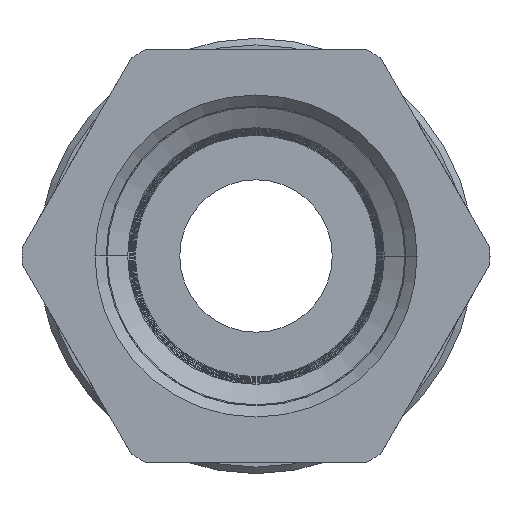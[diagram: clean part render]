
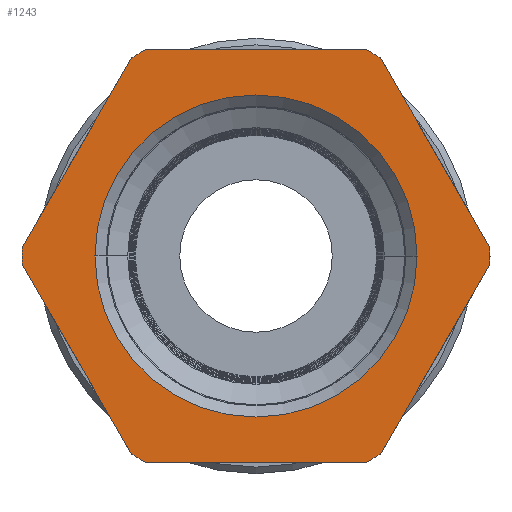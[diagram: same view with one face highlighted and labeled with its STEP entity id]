
A CAD part, front view. The second image highlights one B-rep face of the part: STEP entity #1243.
In plain terms, the highlighted planar face has unit normal (0, -1, 0).
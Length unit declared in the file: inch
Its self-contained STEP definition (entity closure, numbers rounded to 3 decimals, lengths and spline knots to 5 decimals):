
#27 = CARTESIAN_POINT ( 'NONE',  ( 0.42295, 0., 0.01547 ) ) ;
#80 = LINE ( 'NONE', #1075, #2408 ) ;
#117 = VERTEX_POINT ( 'NONE', #3320 ) ;
#139 = VECTOR ( 'NONE', #2940, 39.37008 ) ;
#145 = CARTESIAN_POINT ( 'NONE',  ( 0., 0., 0. ) ) ;
#178 = AXIS2_PLACEMENT_3D ( 'NONE', #3803, #1301, #4234 ) ;
#234 = ORIENTED_EDGE ( 'NONE', *, *, #1330, .F. ) ;
#249 = ORIENTED_EDGE ( 'NONE', *, *, #4728, .T. ) ;
#267 = VERTEX_POINT ( 'NONE', #2554 ) ;
#335 = CARTESIAN_POINT ( 'NONE',  ( -0.21594, 0., 0.37402 ) ) ;
#474 = EDGE_CURVE ( 'NONE', #117, #4653, #80, .T. ) ;
#525 = EDGE_CURVE ( 'NONE', #829, #2945, #3125, .T. ) ;
#532 = FACE_OUTER_BOUND ( 'NONE', #2785, .T. ) ;
#566 = DIRECTION ( 'NONE',  ( -1., 0., 0. ) ) ;
#570 = EDGE_CURVE ( 'NONE', #5151, #2589, #1047, .T. ) ;
#578 = CARTESIAN_POINT ( 'NONE',  ( -0.19808, 0., -0.37402 ) ) ;
#656 = EDGE_CURVE ( 'NONE', #2221, #3084, #5112, .T. ) ;
#665 = AXIS2_PLACEMENT_3D ( 'NONE', #145, #3053, #566 ) ;
#704 = VERTEX_POINT ( 'NONE', #775 ) ;
#717 = CARTESIAN_POINT ( 'NONE',  ( -0.21594, 0., -0.37402 ) ) ;
#775 = CARTESIAN_POINT ( 'NONE',  ( -0.22487, 0., 0.35855 ) ) ;
#829 = VERTEX_POINT ( 'NONE', #2150 ) ;
#863 = CARTESIAN_POINT ( 'NONE',  ( -0.19808, 0., 0.37402 ) ) ;
#873 = CARTESIAN_POINT ( 'NONE',  ( 0.19808, 0., -0.37402 ) ) ;
#1010 = CARTESIAN_POINT ( 'NONE',  ( 0., 0., 0. ) ) ;
#1019 = AXIS2_PLACEMENT_3D ( 'NONE', #2153, #5092, #2573 ) ;
#1029 = AXIS2_PLACEMENT_3D ( 'NONE', #2216, #5160, #2636 ) ;
#1047 = LINE ( 'NONE', #717, #2998 ) ;
#1075 = CARTESIAN_POINT ( 'NONE',  ( -0.43188, 0., 0. ) ) ;
#1243 = ADVANCED_FACE ( 'NONE', ( #5371, #532 ), #4165, .T. ) ;
#1257 = CARTESIAN_POINT ( 'NONE',  ( -0.42323, 0., 0. ) ) ;
#1301 = DIRECTION ( 'NONE',  ( 0., -1., 0. ) ) ;
#1311 = CARTESIAN_POINT ( 'NONE',  ( 0.42295, 0., -0.01547 ) ) ;
#1319 = EDGE_CURVE ( 'NONE', #829, #3832, #2275, .T. ) ;
#1330 = EDGE_CURVE ( 'NONE', #4653, #4009, #4381, .T. ) ;
#1338 = CARTESIAN_POINT ( 'NONE',  ( -0.42295, 0., -0.01547 ) ) ;
#1413 = DIRECTION ( 'NONE',  ( -1., 0., 0. ) ) ;
#1662 = DIRECTION ( 'NONE',  ( 1., 0., 0. ) ) ;
#1697 = EDGE_CURVE ( 'NONE', #3863, #2945, #3326, .T. ) ;
#1754 = DIRECTION ( 'NONE',  ( 0., 1., 0. ) ) ;
#1767 = CARTESIAN_POINT ( 'NONE',  ( -0.42295, 0., 0.01547 ) ) ;
#1822 = CIRCLE ( 'NONE', #1851, 0.42323 ) ;
#1838 = EDGE_CURVE ( 'NONE', #267, #4699, #2937, .T. ) ;
#1851 = AXIS2_PLACEMENT_3D ( 'NONE', #1010, #3923, #1413 ) ;
#1877 = AXIS2_PLACEMENT_3D ( 'NONE', #1257, #4186, #1662 ) ;
#1907 = DIRECTION ( 'NONE',  ( 0., 1., 0. ) ) ;
#1908 = EDGE_CURVE ( 'NONE', #5151, #3084, #1822, .T. ) ;
#1929 = AXIS2_PLACEMENT_3D ( 'NONE', #4610, #2099, #5034 ) ;
#1949 = DIRECTION ( 'NONE',  ( -1., 0., 0. ) ) ;
#1988 = CARTESIAN_POINT ( 'NONE',  ( 0.22487, 0., -0.35855 ) ) ;
#2084 = EDGE_CURVE ( 'NONE', #5253, #704, #3908, .T. ) ;
#2099 = DIRECTION ( 'NONE',  ( 0., 1., 0. ) ) ;
#2142 = CARTESIAN_POINT ( 'NONE',  ( 0.43188, 0., 0. ) ) ;
#2150 = CARTESIAN_POINT ( 'NONE',  ( 0.22487, 0., 0.35855 ) ) ;
#2153 = CARTESIAN_POINT ( 'NONE',  ( 0., 0., 0. ) ) ;
#2216 = CARTESIAN_POINT ( 'NONE',  ( 0., 0., 0. ) ) ;
#2221 = VERTEX_POINT ( 'NONE', #1311 ) ;
#2275 = LINE ( 'NONE', #2142, #4522 ) ;
#2346 = CARTESIAN_POINT ( 'NONE',  ( 0., 0., 0. ) ) ;
#2408 = VECTOR ( 'NONE', #3147, 39.37008 ) ;
#2440 = DIRECTION ( 'NONE',  ( 0.5, 0., 0.866 ) ) ;
#2467 = EDGE_CURVE ( 'NONE', #4009, #5253, #5100, .T. ) ;
#2554 = CARTESIAN_POINT ( 'NONE',  ( -0.29134, 0., 0. ) ) ;
#2573 = DIRECTION ( 'NONE',  ( -1., 0., 0. ) ) ;
#2589 = VERTEX_POINT ( 'NONE', #578 ) ;
#2636 = DIRECTION ( 'NONE',  ( 1., 0., 0. ) ) ;
#2767 = DIRECTION ( 'NONE',  ( -1., 0., 0. ) ) ;
#2785 = EDGE_LOOP ( 'NONE', ( #5327, #249, #5178, #4209, #5130, #5064, #4177, #5001, #234, #2938, #5318, #4563, #3922 ) ) ;
#2829 = CARTESIAN_POINT ( 'NONE',  ( 0.21594, 0., -0.37402 ) ) ;
#2927 = VECTOR ( 'NONE', #2440, 39.37008 ) ;
#2937 = CIRCLE ( 'NONE', #1029, 0.29134 ) ;
#2938 = ORIENTED_EDGE ( 'NONE', *, *, #474, .F. ) ;
#2940 = DIRECTION ( 'NONE',  ( 1., 0., 0. ) ) ;
#2945 = VERTEX_POINT ( 'NONE', #4992 ) ;
#2998 = VECTOR ( 'NONE', #1949, 39.37008 ) ;
#3053 = DIRECTION ( 'NONE',  ( 0., -1., 0. ) ) ;
#3084 = VERTEX_POINT ( 'NONE', #1988 ) ;
#3125 = CIRCLE ( 'NONE', #3708, 0.42323 ) ;
#3130 = EDGE_LOOP ( 'NONE', ( #3560, #4065 ) ) ;
#3147 = DIRECTION ( 'NONE',  ( -0.5, 0., 0.866 ) ) ;
#3320 = CARTESIAN_POINT ( 'NONE',  ( -0.22487, 0., -0.35855 ) ) ;
#3326 = LINE ( 'NONE', #3785, #139 ) ;
#3435 = CARTESIAN_POINT ( 'NONE',  ( 0.29134, 0., 0. ) ) ;
#3560 = ORIENTED_EDGE ( 'NONE', *, *, #5404, .T. ) ;
#3708 = AXIS2_PLACEMENT_3D ( 'NONE', #2346, #5292, #2767 ) ;
#3752 = CIRCLE ( 'NONE', #1019, 0.42323 ) ;
#3785 = CARTESIAN_POINT ( 'NONE',  ( 0., 0., 0.37402 ) ) ;
#3803 = CARTESIAN_POINT ( 'NONE',  ( 0., 0., 0. ) ) ;
#3832 = VERTEX_POINT ( 'NONE', #27 ) ;
#3845 = CARTESIAN_POINT ( 'NONE',  ( -0.42323, 0., 0. ) ) ;
#3863 = VERTEX_POINT ( 'NONE', #863 ) ;
#3908 = LINE ( 'NONE', #335, #2927 ) ;
#3922 = ORIENTED_EDGE ( 'NONE', *, *, #1908, .T. ) ;
#3923 = DIRECTION ( 'NONE',  ( 0., -1., 0. ) ) ;
#3984 = VECTOR ( 'NONE', #4525, 39.37008 ) ;
#4009 = VERTEX_POINT ( 'NONE', #3845 ) ;
#4065 = ORIENTED_EDGE ( 'NONE', *, *, #1838, .T. ) ;
#4091 = CIRCLE ( 'NONE', #665, 0.42323 ) ;
#4165 = PLANE ( 'NONE',  #1877 ) ;
#4177 = ORIENTED_EDGE ( 'NONE', *, *, #2084, .F. ) ;
#4186 = DIRECTION ( 'NONE',  ( 0., -1., 0. ) ) ;
#4209 = ORIENTED_EDGE ( 'NONE', *, *, #525, .T. ) ;
#4234 = DIRECTION ( 'NONE',  ( -1., 0., 0. ) ) ;
#4273 = CARTESIAN_POINT ( 'NONE',  ( 0., 0., 0. ) ) ;
#4381 = CIRCLE ( 'NONE', #4986, 0.42323 ) ;
#4421 = CARTESIAN_POINT ( 'NONE',  ( 0., 0., 0. ) ) ;
#4522 = VECTOR ( 'NONE', #4658, 39.37008 ) ;
#4525 = DIRECTION ( 'NONE',  ( -0.5, 0., -0.866 ) ) ;
#4563 = ORIENTED_EDGE ( 'NONE', *, *, #570, .F. ) ;
#4610 = CARTESIAN_POINT ( 'NONE',  ( 0., 0., 0. ) ) ;
#4653 = VERTEX_POINT ( 'NONE', #1338 ) ;
#4658 = DIRECTION ( 'NONE',  ( 0.5, 0., -0.866 ) ) ;
#4692 = DIRECTION ( 'NONE',  ( -1., 0., 0. ) ) ;
#4699 = VERTEX_POINT ( 'NONE', #3435 ) ;
#4728 = EDGE_CURVE ( 'NONE', #2221, #3832, #4091, .T. ) ;
#4836 = DIRECTION ( 'NONE',  ( 1., 0., 0. ) ) ;
#4864 = CIRCLE ( 'NONE', #178, 0.42323 ) ;
#4938 = AXIS2_PLACEMENT_3D ( 'NONE', #4421, #1907, #4836 ) ;
#4986 = AXIS2_PLACEMENT_3D ( 'NONE', #4273, #1754, #4692 ) ;
#4992 = CARTESIAN_POINT ( 'NONE',  ( 0.19808, 0., 0.37402 ) ) ;
#5001 = ORIENTED_EDGE ( 'NONE', *, *, #2467, .F. ) ;
#5034 = DIRECTION ( 'NONE',  ( -1., 0., 0. ) ) ;
#5064 = ORIENTED_EDGE ( 'NONE', *, *, #5174, .T. ) ;
#5092 = DIRECTION ( 'NONE',  ( 0., -1., 0. ) ) ;
#5100 = CIRCLE ( 'NONE', #1929, 0.42323 ) ;
#5112 = LINE ( 'NONE', #2829, #3984 ) ;
#5130 = ORIENTED_EDGE ( 'NONE', *, *, #1697, .F. ) ;
#5144 = EDGE_CURVE ( 'NONE', #117, #2589, #4864, .T. ) ;
#5151 = VERTEX_POINT ( 'NONE', #873 ) ;
#5160 = DIRECTION ( 'NONE',  ( 0., 1., 0. ) ) ;
#5174 = EDGE_CURVE ( 'NONE', #3863, #704, #3752, .T. ) ;
#5178 = ORIENTED_EDGE ( 'NONE', *, *, #1319, .F. ) ;
#5253 = VERTEX_POINT ( 'NONE', #1767 ) ;
#5292 = DIRECTION ( 'NONE',  ( 0., -1., 0. ) ) ;
#5318 = ORIENTED_EDGE ( 'NONE', *, *, #5144, .T. ) ;
#5327 = ORIENTED_EDGE ( 'NONE', *, *, #656, .F. ) ;
#5335 = CIRCLE ( 'NONE', #4938, 0.29134 ) ;
#5371 = FACE_BOUND ( 'NONE', #3130, .T. ) ;
#5404 = EDGE_CURVE ( 'NONE', #4699, #267, #5335, .T. ) ;
